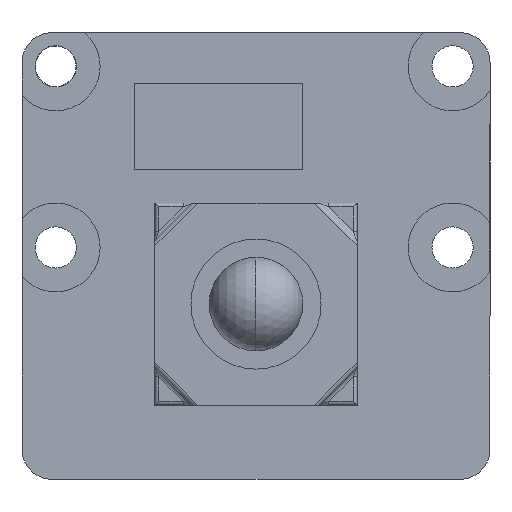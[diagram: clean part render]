
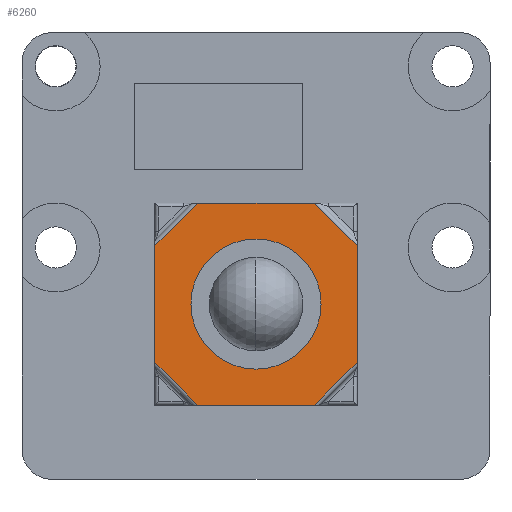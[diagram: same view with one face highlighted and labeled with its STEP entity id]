
A CAD part, front view. The second image highlights one B-rep face of the part: STEP entity #6260.
In plain terms, the highlighted planar face has unit normal (0, -1, 0).
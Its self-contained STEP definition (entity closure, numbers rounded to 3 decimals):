
#25 = CARTESIAN_POINT ( 'NONE',  ( 0., -4.07, -2.569 ) ) ;
#327 = ORIENTED_EDGE ( 'NONE', *, *, #8159, .T. ) ;
#522 = LINE ( 'NONE', #3196, #1361 ) ;
#591 = DIRECTION ( 'NONE',  ( -0.707, 0., -0.707 ) ) ;
#823 = CARTESIAN_POINT ( 'NONE',  ( 5.259, -4.07, -5.828 ) ) ;
#860 = EDGE_LOOP ( 'NONE', ( #6160, #327, #6795, #8296, #1823, #4525, #5260, #8563 ) ) ;
#939 = CARTESIAN_POINT ( 'NONE',  ( -3.259, -4.07, -7.828 ) ) ;
#942 = VECTOR ( 'NONE', #1778, 1000. ) ;
#970 = CARTESIAN_POINT ( 'NONE',  ( 3.117, -4.07, 2.831 ) ) ;
#1062 = LINE ( 'NONE', #4565, #4816 ) ;
#1202 = CARTESIAN_POINT ( 'NONE',  ( -5.4, -4.07, 0.548 ) ) ;
#1361 = VECTOR ( 'NONE', #6484, 1000. ) ;
#1599 = EDGE_CURVE ( 'NONE', #7100, #6949, #4301, .T. ) ;
#1736 = LINE ( 'NONE', #4388, #7093 ) ;
#1778 = DIRECTION ( 'NONE',  ( -1., 0., 0. ) ) ;
#1805 = DIRECTION ( 'NONE',  ( 0., -1., 0. ) ) ;
#1823 = ORIENTED_EDGE ( 'NONE', *, *, #3722, .T. ) ;
#1956 = LINE ( 'NONE', #8581, #7534 ) ;
#2188 = LINE ( 'NONE', #5668, #8410 ) ;
#2196 = CIRCLE ( 'NONE', #6373, 3.475 ) ;
#2377 = FACE_BOUND ( 'NONE', #3393, .T. ) ;
#2621 = DIRECTION ( 'NONE',  ( 0., 0., -1. ) ) ;
#2868 = EDGE_CURVE ( 'NONE', #7193, #6067, #1062, .T. ) ;
#3061 = ORIENTED_EDGE ( 'NONE', *, *, #3767, .F. ) ;
#3196 = CARTESIAN_POINT ( 'NONE',  ( -5.4, -4.07, -7.969 ) ) ;
#3361 = DIRECTION ( 'NONE',  ( 0.707, 0., 0.707 ) ) ;
#3389 = AXIS2_PLACEMENT_3D ( 'NONE', #7023, #1805, #7145 ) ;
#3393 = EDGE_LOOP ( 'NONE', ( #6390, #3061 ) ) ;
#3603 = DIRECTION ( 'NONE',  ( 0.707, 0., -0.707 ) ) ;
#3722 = EDGE_CURVE ( 'NONE', #4630, #6436, #522, .T. ) ;
#3736 = CARTESIAN_POINT ( 'NONE',  ( -5.4, -4.07, 2.831 ) ) ;
#3767 = EDGE_CURVE ( 'NONE', #4482, #7214, #2196, .T. ) ;
#3874 = EDGE_CURVE ( 'NONE', #5284, #4630, #4260, .T. ) ;
#3935 = EDGE_CURVE ( 'NONE', #4196, #5284, #1736, .T. ) ;
#3967 = DIRECTION ( 'NONE',  ( 0., -1., 0. ) ) ;
#4196 = VERTEX_POINT ( 'NONE', #1202 ) ;
#4260 = LINE ( 'NONE', #939, #5133 ) ;
#4301 = LINE ( 'NONE', #3736, #942 ) ;
#4388 = CARTESIAN_POINT ( 'NONE',  ( -5.4, -4.07, 2.831 ) ) ;
#4445 = EDGE_CURVE ( 'NONE', #7214, #4482, #7563, .T. ) ;
#4482 = VERTEX_POINT ( 'NONE', #8037 ) ;
#4525 = ORIENTED_EDGE ( 'NONE', *, *, #6798, .T. ) ;
#4565 = CARTESIAN_POINT ( 'NONE',  ( 5.4, -4.07, 2.831 ) ) ;
#4630 = VERTEX_POINT ( 'NONE', #8208 ) ;
#4742 = CARTESIAN_POINT ( 'NONE',  ( -3.117, -4.07, 2.831 ) ) ;
#4816 = VECTOR ( 'NONE', #5784, 1000. ) ;
#4890 = DIRECTION ( 'NONE',  ( 0., 0., -1. ) ) ;
#5133 = VECTOR ( 'NONE', #3603, 1000. ) ;
#5260 = ORIENTED_EDGE ( 'NONE', *, *, #2868, .T. ) ;
#5284 = VERTEX_POINT ( 'NONE', #8174 ) ;
#5335 = AXIS2_PLACEMENT_3D ( 'NONE', #25, #3967, #2621 ) ;
#5623 = EDGE_CURVE ( 'NONE', #6067, #7100, #2188, .T. ) ;
#5668 = CARTESIAN_POINT ( 'NONE',  ( 3.259, -4.07, 2.69 ) ) ;
#5784 = DIRECTION ( 'NONE',  ( 0., 0., 1. ) ) ;
#5912 = DIRECTION ( 'NONE',  ( 0., -1., 0. ) ) ;
#6044 = DIRECTION ( 'NONE',  ( -0.707, 0., 0.707 ) ) ;
#6067 = VERTEX_POINT ( 'NONE', #6725 ) ;
#6160 = ORIENTED_EDGE ( 'NONE', *, *, #1599, .T. ) ;
#6168 = CARTESIAN_POINT ( 'NONE',  ( 3.117, -4.07, -7.969 ) ) ;
#6260 = ADVANCED_FACE ( 'NONE', ( #2377, #7663 ), #6437, .T. ) ;
#6373 = AXIS2_PLACEMENT_3D ( 'NONE', #6534, #5912, #8519 ) ;
#6390 = ORIENTED_EDGE ( 'NONE', *, *, #4445, .F. ) ;
#6436 = VERTEX_POINT ( 'NONE', #6168 ) ;
#6437 = PLANE ( 'NONE',  #3389 ) ;
#6484 = DIRECTION ( 'NONE',  ( 1., 0., 0. ) ) ;
#6534 = CARTESIAN_POINT ( 'NONE',  ( 0., -4.07, -2.569 ) ) ;
#6725 = CARTESIAN_POINT ( 'NONE',  ( 5.4, -4.07, 0.548 ) ) ;
#6795 = ORIENTED_EDGE ( 'NONE', *, *, #3935, .T. ) ;
#6798 = EDGE_CURVE ( 'NONE', #6436, #7193, #8202, .T. ) ;
#6949 = VERTEX_POINT ( 'NONE', #4742 ) ;
#7023 = CARTESIAN_POINT ( 'NONE',  ( 0., -4.07, 0. ) ) ;
#7024 = CARTESIAN_POINT ( 'NONE',  ( 5.4, -4.07, -5.686 ) ) ;
#7093 = VECTOR ( 'NONE', #4890, 1000. ) ;
#7100 = VERTEX_POINT ( 'NONE', #970 ) ;
#7145 = DIRECTION ( 'NONE',  ( 0., 0., -1. ) ) ;
#7193 = VERTEX_POINT ( 'NONE', #7024 ) ;
#7214 = VERTEX_POINT ( 'NONE', #8607 ) ;
#7534 = VECTOR ( 'NONE', #591, 1000. ) ;
#7563 = CIRCLE ( 'NONE', #5335, 3.475 ) ;
#7663 = FACE_OUTER_BOUND ( 'NONE', #860, .T. ) ;
#8037 = CARTESIAN_POINT ( 'NONE',  ( 0., -4.07, -6.044 ) ) ;
#8159 = EDGE_CURVE ( 'NONE', #6949, #4196, #1956, .T. ) ;
#8174 = CARTESIAN_POINT ( 'NONE',  ( -5.4, -4.07, -5.686 ) ) ;
#8202 = LINE ( 'NONE', #823, #8514 ) ;
#8208 = CARTESIAN_POINT ( 'NONE',  ( -3.117, -4.07, -7.969 ) ) ;
#8296 = ORIENTED_EDGE ( 'NONE', *, *, #3874, .T. ) ;
#8410 = VECTOR ( 'NONE', #6044, 1000. ) ;
#8514 = VECTOR ( 'NONE', #3361, 1000. ) ;
#8519 = DIRECTION ( 'NONE',  ( 0., 0., -1. ) ) ;
#8563 = ORIENTED_EDGE ( 'NONE', *, *, #5623, .T. ) ;
#8581 = CARTESIAN_POINT ( 'NONE',  ( -5.259, -4.07, 0.69 ) ) ;
#8607 = CARTESIAN_POINT ( 'NONE',  ( 0., -4.07, 0.906 ) ) ;
